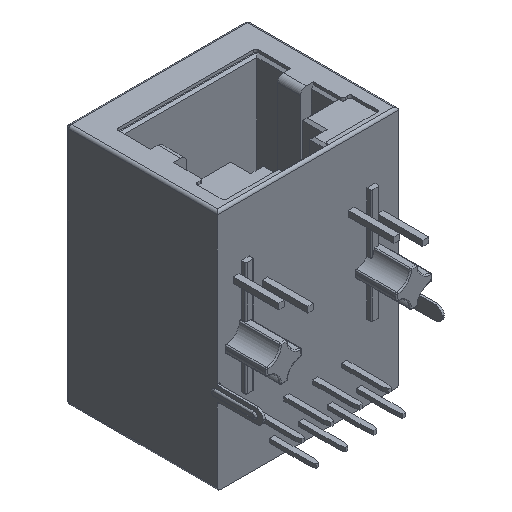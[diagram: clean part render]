
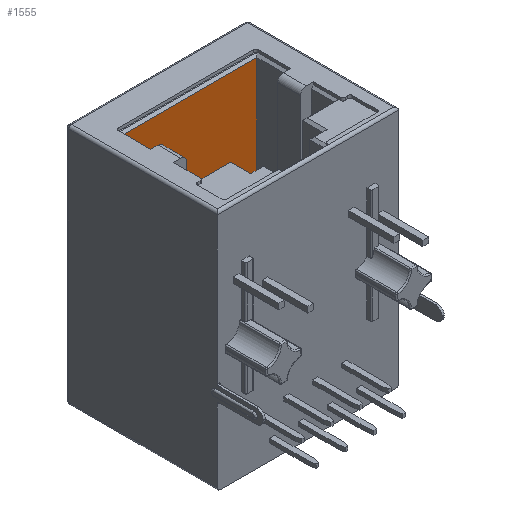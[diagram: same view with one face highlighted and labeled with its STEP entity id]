
A CAD part, isometric view. The second image highlights one B-rep face of the part: STEP entity #1555.
In plain terms, the highlighted planar face has unit normal (0, -1, 0).
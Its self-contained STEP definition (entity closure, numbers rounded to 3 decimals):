
#279 = EDGE_CURVE ( 'NONE', #17570, #10705, #3471, .T. ) ;
#1555 = ADVANCED_FACE ( 'NONE', ( #24935 ), #7090, .F. ) ;
#3062 = EDGE_CURVE ( 'NONE', #11141, #17570, #5696, .T. ) ;
#3471 = LINE ( 'NONE', #18887, #22994 ) ;
#3639 = ORIENTED_EDGE ( 'NONE', *, *, #279, .T. ) ;
#3869 = ORIENTED_EDGE ( 'NONE', *, *, #3062, .T. ) ;
#4560 = DIRECTION ( 'NONE',  ( 0., 0., -1. ) ) ;
#5017 = CARTESIAN_POINT ( 'NONE',  ( 14.065, 14.45, 0. ) ) ;
#5204 = EDGE_LOOP ( 'NONE', ( #3639, #6036, #16277, #3869 ) ) ;
#5696 = LINE ( 'NONE', #13066, #6145 ) ;
#6036 = ORIENTED_EDGE ( 'NONE', *, *, #11621, .F. ) ;
#6145 = VECTOR ( 'NONE', #20982, 1000. ) ;
#6909 = CARTESIAN_POINT ( 'NONE',  ( 14.065, 14.45, -0.45 ) ) ;
#7090 = PLANE ( 'NONE',  #8958 ) ;
#7838 = VERTEX_POINT ( 'NONE', #16574 ) ;
#8174 = VECTOR ( 'NONE', #4560, 1000. ) ;
#8958 = AXIS2_PLACEMENT_3D ( 'NONE', #5017, #10701, #14602 ) ;
#10701 = DIRECTION ( 'NONE',  ( 0., 1., 0. ) ) ;
#10705 = VERTEX_POINT ( 'NONE', #17186 ) ;
#10842 = CARTESIAN_POINT ( 'NONE',  ( 14.065, 14.45, -9.8 ) ) ;
#11141 = VERTEX_POINT ( 'NONE', #6909 ) ;
#11621 = EDGE_CURVE ( 'NONE', #7838, #10705, #14985, .T. ) ;
#12812 = DIRECTION ( 'NONE',  ( 0., 0., -1. ) ) ;
#13066 = CARTESIAN_POINT ( 'NONE',  ( 14.065, 14.45, -0.45 ) ) ;
#14385 = LINE ( 'NONE', #14524, #8174 ) ;
#14524 = CARTESIAN_POINT ( 'NONE',  ( 14.065, 14.45, -0.45 ) ) ;
#14602 = DIRECTION ( 'NONE',  ( 1., 0., 0. ) ) ;
#14780 = VECTOR ( 'NONE', #18997, 1000. ) ;
#14985 = LINE ( 'NONE', #10842, #14780 ) ;
#16277 = ORIENTED_EDGE ( 'NONE', *, *, #22409, .F. ) ;
#16574 = CARTESIAN_POINT ( 'NONE',  ( 14.065, 14.45, -9.8 ) ) ;
#17186 = CARTESIAN_POINT ( 'NONE',  ( 2.165, 14.45, -9.8 ) ) ;
#17570 = VERTEX_POINT ( 'NONE', #19563 ) ;
#18887 = CARTESIAN_POINT ( 'NONE',  ( 2.165, 14.45, -0.45 ) ) ;
#18997 = DIRECTION ( 'NONE',  ( -1., 0., 0. ) ) ;
#19563 = CARTESIAN_POINT ( 'NONE',  ( 2.165, 14.45, -0.45 ) ) ;
#20982 = DIRECTION ( 'NONE',  ( -1., 0., 0. ) ) ;
#22409 = EDGE_CURVE ( 'NONE', #11141, #7838, #14385, .T. ) ;
#22994 = VECTOR ( 'NONE', #12812, 1000. ) ;
#24935 = FACE_OUTER_BOUND ( 'NONE', #5204, .T. ) ;
